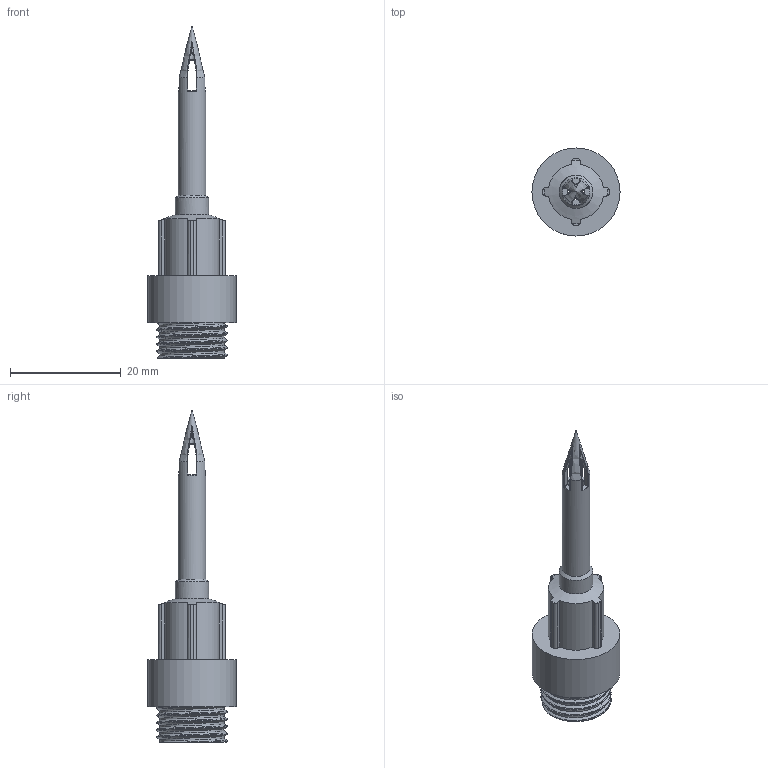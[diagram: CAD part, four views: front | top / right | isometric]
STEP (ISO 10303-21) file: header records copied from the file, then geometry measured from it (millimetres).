
FILE_DESCRIPTION(/* description */ ('STEP AP242','CAx-IF Rec.Pracs.---Representation and Presentation of Product Manufacturing Information (PMI)---4.0---2014-10-13','CAx-IF Rec.Pracs.---3D Tessellated Geometry---0.4---2014-09-14','2;1'),/* implementation_level */ '2;1');
FILE_NAME(/* name */ '674dc55277538c1b3ff0d415',/* time_stamp */ '2024-12-02T14:33:55Z',/* author */ (''),/* organization */ (''),/* preprocessor_version */ 'ST-DEVELOPER v20',/* originating_system */ 'ONSHAPE BY PTC INC, 1.190',/* authorisation */ ' ');
FILE_SCHEMA (('AP242_MANAGED_MODEL_BASED_3D_ENGINEERING_MIM_LF { 1 0 10303 442 1 1 4 }'));
Length unit declared in the file: metre
Products named in the file (1): SPIKE V1
Bounding box: 15.88 x 15.88 x 59.85 mm (x, y, z)
Volume: 2554 mm3; surface area: 3081.9 mm2
Topology: 1 solids, 1 shells, 133 faces, 375 edges, 239 vertices
Faces by surface type: cylinder 44, plane 41, bspline 35, torus 7, cone 6
Full cylindrical faces by diameter (mm): 3 x1, 5 x2, 6 x1, 10 x1, 10.16 x1, 12 x1, 15.881 x1
Entity records: 7272 total; most frequent: CARTESIAN_POINT 4282, ORIENTED_EDGE 696, DIRECTION 497, EDGE_CURVE 348, VERTEX_POINT 233, AXIS2_PLACEMENT_3D 201, EDGE_LOOP 157, FACE_BOUND 157
